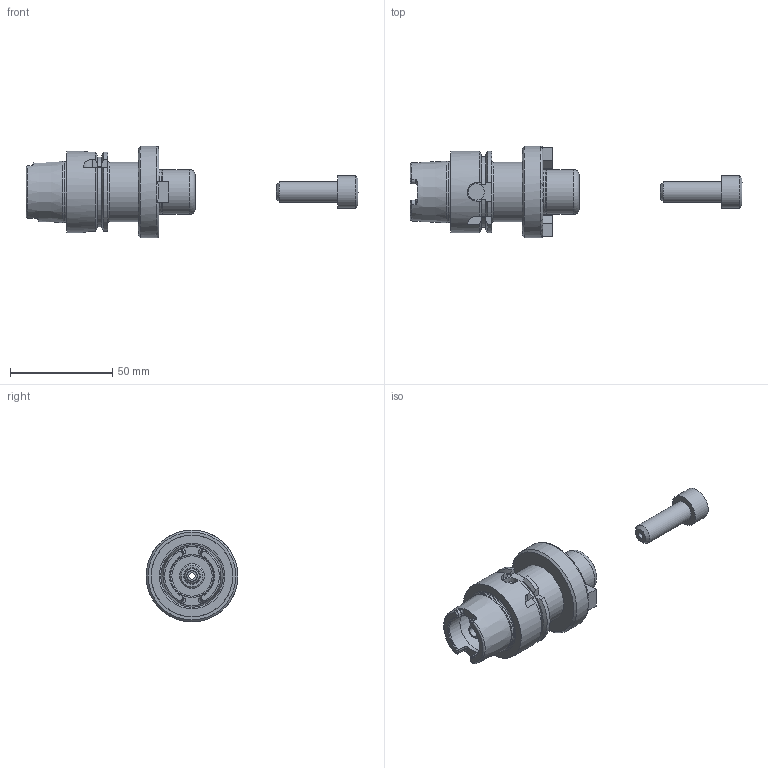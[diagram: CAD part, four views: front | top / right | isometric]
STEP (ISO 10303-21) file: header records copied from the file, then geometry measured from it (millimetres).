
FILE_DESCRIPTION((''),'2;1');
FILE_NAME('535013222045-3D.stp','2020-05-08T09:23:13',('nttooll'),(''),'Autodesk Inventor 2012','Autodesk Inventor 2012','');
FILE_SCHEMA(('AUTOMOTIVE_DESIGN { 1 0 10303 214 1 1 1 1 }'));
Length unit declared in the file: millimetre
Products named in the file (1): 535013222045-3D
Bounding box: 162.7 x 45 x 45 mm (x, y, z)
Volume: 59928.8 mm3; surface area: 19660 mm2
Topology: 2 solids, 2 shells, 171 faces, 409 edges, 252 vertices
Faces by surface type: plane 71, cylinder 45, cone 34, torus 21
Full cylindrical faces by diameter (mm): 3 x1, 5 x1, 5.103 x1, 6.5 x1, 7.5 x1, 8 x2, 8.7 x1, 9.238 x1, 10 x2, 10.5 x1, 12 x1, 16 x1, 21 x1, 21.6 x1, 21.8 x1, 22 x1, 25.5 x1, 29 x1, 29.8 x1, 40 x1, 45 x1
Entity records: 4869 total; most frequent: CARTESIAN_POINT 1113, DIRECTION 793, ORIENTED_EDGE 706, EDGE_CURVE 353, AXIS2_PLACEMENT_3D 322, VERTEX_POINT 248, EDGE_LOOP 237, FACE_OUTER_BOUND 171
